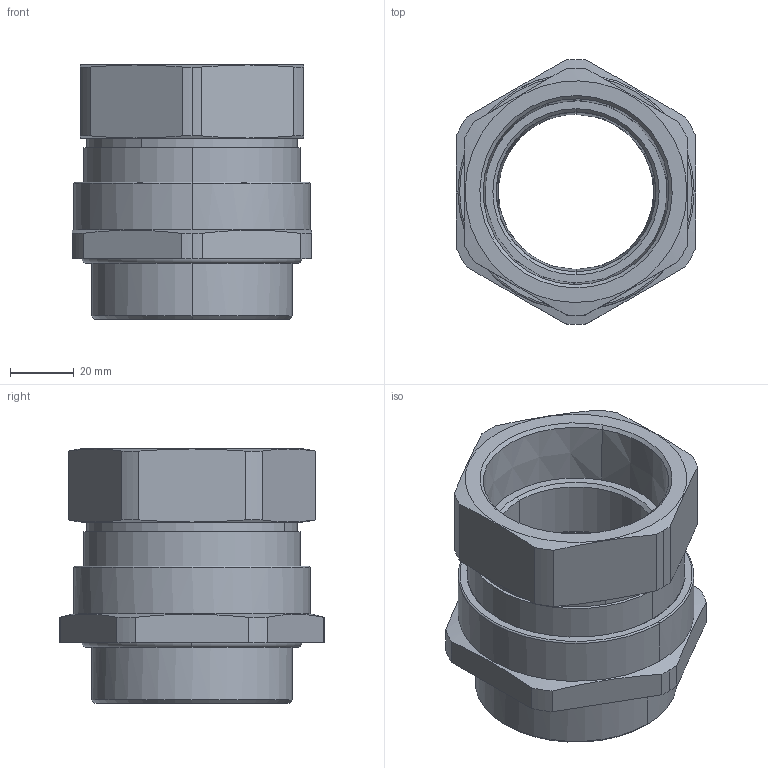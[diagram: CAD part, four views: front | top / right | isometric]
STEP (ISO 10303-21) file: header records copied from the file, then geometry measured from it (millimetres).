
FILE_DESCRIPTION(('CATIA V5 STEP Exchange','CAx-IF Rec.Pracs.--- Model Styling and Organization---1.4--- 2014-01-23'),'2;1');
FILE_NAME ('D1552576_0_1205260000_1205260000.stp','2022-04-08T02:11:17+00:00',('none'),('Weidmueller'),'CATIA Version 5-6 Release 2016 SP3 HF44','CATIA V5 STEP AP214','none');
FILE_SCHEMA(('AUTOMOTIVE_DESIGN { 1 0 10303 214 1 1 1 1 }'));
Length unit declared in the file: millimetre
Products named in the file (1): A2LC/63S/M63-NPT2F-WM
Bounding box: 75 x 83 x 79.75 mm (x, y, z)
Volume: 140083.2 mm3; surface area: 51327.6 mm2
Topology: 3 solids, 3 shells, 104 faces, 252 edges, 160 vertices
Faces by surface type: cylinder 40, cone 26, plane 24, torus 14
Entity records: 2960 total; most frequent: CARTESIAN_POINT 676, ORIENTED_EDGE 504, DIRECTION 369, EDGE_CURVE 252, AXIS2_PLACEMENT_3D 215, VERTEX_POINT 160, CIRCLE 143, EDGE_LOOP 116
